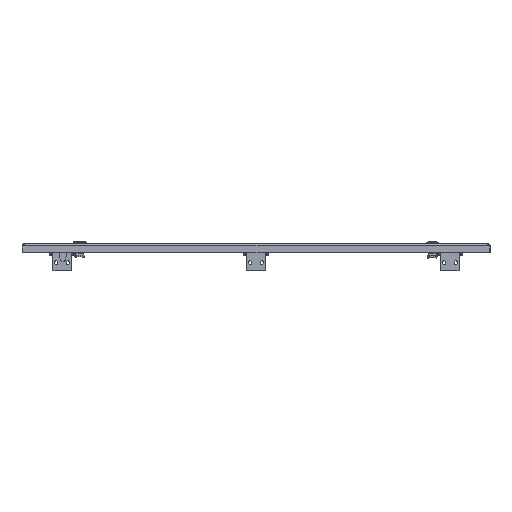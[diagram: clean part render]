
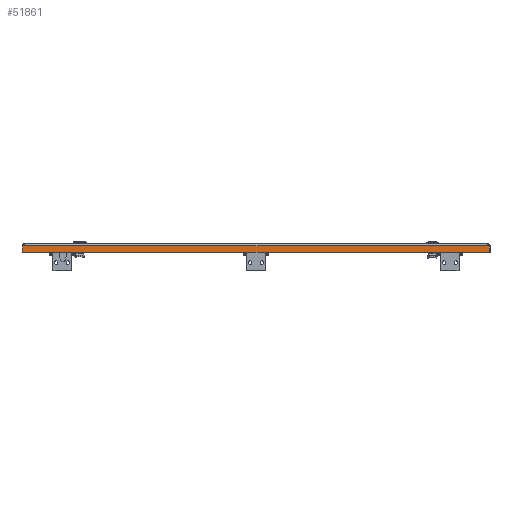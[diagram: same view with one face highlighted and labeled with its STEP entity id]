
A CAD part, left-side view. The second image highlights one B-rep face of the part: STEP entity #51861.
In plain terms, the highlighted planar face has unit normal (-1, 0, 0).
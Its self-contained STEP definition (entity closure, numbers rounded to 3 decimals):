
#1517 = VECTOR ( 'NONE', #63632, 1000. ) ;
#3386 = CARTESIAN_POINT ( 'NONE',  ( -194.5, -495.429, -4. ) ) ;
#7198 = ORIENTED_EDGE ( 'NONE', *, *, #13335, .F. ) ;
#9526 = PLANE ( 'NONE',  #61979 ) ;
#12260 = EDGE_CURVE ( 'NONE', #30741, #28650, #17816, .T. ) ;
#12545 = CARTESIAN_POINT ( 'NONE',  ( -194.5, -495.429, -2. ) ) ;
#13335 = EDGE_CURVE ( 'NONE', #30741, #39843, #64739, .T. ) ;
#13427 = VERTEX_POINT ( 'NONE', #45644 ) ;
#15692 = CARTESIAN_POINT ( 'NONE',  ( -194.5, -497.5, -18. ) ) ;
#17816 = LINE ( 'NONE', #29404, #53375 ) ;
#23414 = DIRECTION ( 'NONE',  ( 0., 0., -1. ) ) ;
#25670 = EDGE_CURVE ( 'NONE', #13427, #28650, #42439, .T. ) ;
#28480 = CARTESIAN_POINT ( 'NONE',  ( -194.5, 495.429, -4. ) ) ;
#28650 = VERTEX_POINT ( 'NONE', #65748 ) ;
#29404 = CARTESIAN_POINT ( 'NONE',  ( -194.5, 495.429, 0. ) ) ;
#30741 = VERTEX_POINT ( 'NONE', #28480 ) ;
#32258 = DIRECTION ( 'NONE',  ( 0., -1., 0. ) ) ;
#34414 = EDGE_LOOP ( 'NONE', ( #7198, #41631, #42091, #65275 ) ) ;
#38937 = DIRECTION ( 'NONE',  ( 0., 0., -1. ) ) ;
#39843 = VERTEX_POINT ( 'NONE', #3386 ) ;
#41631 = ORIENTED_EDGE ( 'NONE', *, *, #12260, .T. ) ;
#42091 = ORIENTED_EDGE ( 'NONE', *, *, #25670, .F. ) ;
#42439 = LINE ( 'NONE', #15692, #1517 ) ;
#45644 = CARTESIAN_POINT ( 'NONE',  ( -194.5, -495.429, -18. ) ) ;
#51861 = ADVANCED_FACE ( 'NONE', ( #64121 ), #9526, .F. ) ;
#53375 = VECTOR ( 'NONE', #38937, 1000. ) ;
#53537 = CARTESIAN_POINT ( 'NONE',  ( -194.5, 0., 0. ) ) ;
#56785 = VECTOR ( 'NONE', #32258, 1000. ) ;
#57762 = DIRECTION ( 'NONE',  ( 1., 0., 0. ) ) ;
#58463 = DIRECTION ( 'NONE',  ( 0., 0., -1. ) ) ;
#59172 = VECTOR ( 'NONE', #23414, 1000. ) ;
#61979 = AXIS2_PLACEMENT_3D ( 'NONE', #53537, #57762, #58463 ) ;
#63632 = DIRECTION ( 'NONE',  ( 0., 1., 0. ) ) ;
#64121 = FACE_OUTER_BOUND ( 'NONE', #34414, .T. ) ;
#64393 = CARTESIAN_POINT ( 'NONE',  ( -194.5, -497.5, -4. ) ) ;
#64739 = LINE ( 'NONE', #64393, #56785 ) ;
#65275 = ORIENTED_EDGE ( 'NONE', *, *, #66347, .F. ) ;
#65748 = CARTESIAN_POINT ( 'NONE',  ( -194.5, 495.429, -18. ) ) ;
#66347 = EDGE_CURVE ( 'NONE', #39843, #13427, #67166, .T. ) ;
#67166 = LINE ( 'NONE', #12545, #59172 ) ;
